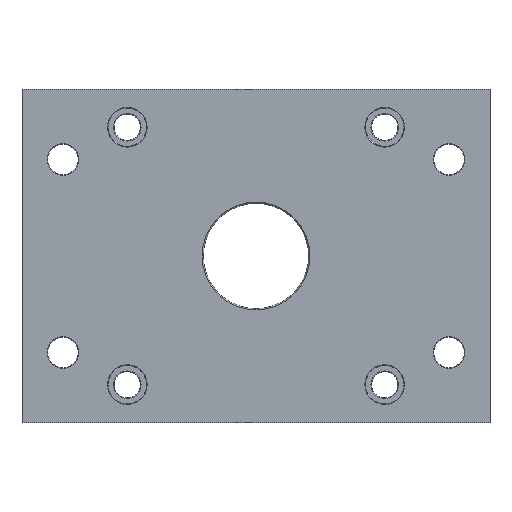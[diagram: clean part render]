
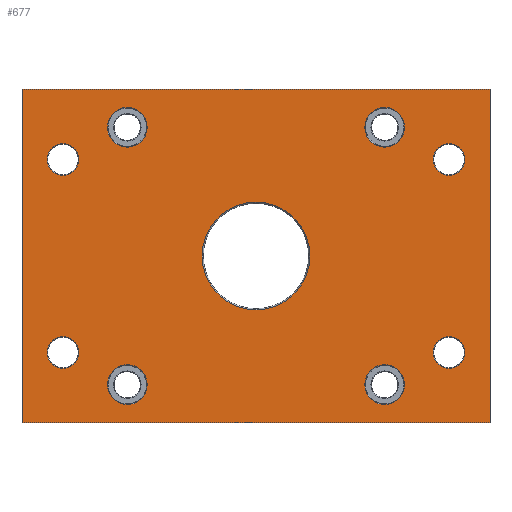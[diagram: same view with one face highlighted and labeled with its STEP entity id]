
A CAD part, top view. The second image highlights one B-rep face of the part: STEP entity #677.
In plain terms, the highlighted planar face has unit normal (0, 0, 1).
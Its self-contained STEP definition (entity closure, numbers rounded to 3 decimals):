
#535=CARTESIAN_POINT('',(178.5,-82.5,12.5));
#536=VERTEX_POINT('',#535);
#537=CARTESIAN_POINT('',(165.0,-82.5,12.5));
#538=DIRECTION('',(0.0,0.0,1.0));
#539=DIRECTION('',(-1.0,0.0,0.0));
#540=AXIS2_PLACEMENT_3D('',#537,#538,#539);
#541=CIRCLE('',#540,13.5);
#542=EDGE_CURVE('',#536,#536,#541,.T.);
#547=CARTESIAN_POINT('',(0.0,0.0,12.5));
#548=DIRECTION('',(0.0,0.0,1.0));
#549=DIRECTION('',(1.0,0.0,0.0));
#550=AXIS2_PLACEMENT_3D('',#547,#548,#549);
#551=PLANE('',#550);
#552=CARTESIAN_POINT('',(200.0,142.5,12.5));
#553=VERTEX_POINT('',#552);
#554=CARTESIAN_POINT('',(200.0,-142.5,12.5));
#555=VERTEX_POINT('',#554);
#556=CARTESIAN_POINT('',(200.0,142.5,12.5));
#557=DIRECTION('',(0.0,-1.0,0.0));
#558=VECTOR('',#557,285.0);
#559=LINE('',#556,#558);
#560=EDGE_CURVE('',#553,#555,#559,.T.);
#561=ORIENTED_EDGE('',*,*,#560,.F.);
#562=CARTESIAN_POINT('',(-200.0,142.5,12.5));
#563=VERTEX_POINT('',#562);
#564=CARTESIAN_POINT('',(-200.0,142.5,12.5));
#565=DIRECTION('',(1.0,0.0,0.0));
#566=VECTOR('',#565,400.0);
#567=LINE('',#564,#566);
#568=EDGE_CURVE('',#563,#553,#567,.T.);
#569=ORIENTED_EDGE('',*,*,#568,.F.);
#570=CARTESIAN_POINT('',(-200.0,-142.5,12.5));
#571=VERTEX_POINT('',#570);
#572=CARTESIAN_POINT('',(-200.0,-142.5,12.5));
#573=DIRECTION('',(0.0,1.0,0.0));
#574=VECTOR('',#573,285.0);
#575=LINE('',#572,#574);
#576=EDGE_CURVE('',#571,#563,#575,.T.);
#577=ORIENTED_EDGE('',*,*,#576,.F.);
#578=CARTESIAN_POINT('',(200.0,-142.5,12.5));
#579=DIRECTION('',(-1.0,0.0,0.0));
#580=VECTOR('',#579,400.0);
#581=LINE('',#578,#580);
#582=EDGE_CURVE('',#555,#571,#581,.T.);
#583=ORIENTED_EDGE('',*,*,#582,.F.);
#584=EDGE_LOOP('',(#561,#569,#577,#583));
#585=FACE_OUTER_BOUND('',#584,.T.);
#586=CARTESIAN_POINT('',(127.,-110.0,12.5));
#587=VERTEX_POINT('',#586);
#588=CARTESIAN_POINT('',(110.0,-110.0,12.5));
#589=DIRECTION('',(0.0,0.0,1.0));
#590=DIRECTION('',(-1.0,0.0,0.0));
#591=AXIS2_PLACEMENT_3D('',#588,#589,#590);
#592=CIRCLE('',#591,17.);
#593=EDGE_CURVE('',#587,#587,#592,.T.);
#594=ORIENTED_EDGE('',*,*,#593,.F.);
#595=EDGE_LOOP('',(#594));
#596=FACE_BOUND('',#595,.T.);
#597=CARTESIAN_POINT('',(-151.5,-82.5,12.5));
#598=VERTEX_POINT('',#597);
#599=CARTESIAN_POINT('',(-165.0,-82.5,12.5));
#600=DIRECTION('',(0.0,0.0,1.0));
#601=DIRECTION('',(-1.0,0.0,0.0));
#602=AXIS2_PLACEMENT_3D('',#599,#600,#601);
#603=CIRCLE('',#602,13.5);
#604=EDGE_CURVE('',#598,#598,#603,.T.);
#605=ORIENTED_EDGE('',*,*,#604,.F.);
#606=EDGE_LOOP('',(#605));
#607=FACE_BOUND('',#606,.T.);
#608=CARTESIAN_POINT('',(127.,110.0,12.5));
#609=VERTEX_POINT('',#608);
#610=CARTESIAN_POINT('',(110.0,110.0,12.5));
#611=DIRECTION('',(0.0,0.0,1.0));
#612=DIRECTION('',(-1.0,0.0,0.0));
#613=AXIS2_PLACEMENT_3D('',#610,#611,#612);
#614=CIRCLE('',#613,17.);
#615=EDGE_CURVE('',#609,#609,#614,.T.);
#616=ORIENTED_EDGE('',*,*,#615,.F.);
#617=EDGE_LOOP('',(#616));
#618=FACE_BOUND('',#617,.T.);
#619=CARTESIAN_POINT('',(-151.5,82.5,12.5));
#620=VERTEX_POINT('',#619);
#621=CARTESIAN_POINT('',(-165.0,82.5,12.5));
#622=DIRECTION('',(0.0,0.0,1.0));
#623=DIRECTION('',(-1.0,0.0,0.0));
#624=AXIS2_PLACEMENT_3D('',#621,#622,#623);
#625=CIRCLE('',#624,13.5);
#626=EDGE_CURVE('',#620,#620,#625,.T.);
#627=ORIENTED_EDGE('',*,*,#626,.F.);
#628=EDGE_LOOP('',(#627));
#629=FACE_BOUND('',#628,.T.);
#630=CARTESIAN_POINT('',(46.0,0.,12.5));
#631=VERTEX_POINT('',#630);
#632=CARTESIAN_POINT('',(0.0,0.0,12.5));
#633=DIRECTION('',(0.0,0.0,1.0));
#634=DIRECTION('',(-1.0,0.0,0.0));
#635=AXIS2_PLACEMENT_3D('',#632,#633,#634);
#636=CIRCLE('',#635,46.0);
#637=EDGE_CURVE('',#631,#631,#636,.T.);
#638=ORIENTED_EDGE('',*,*,#637,.F.);
#639=EDGE_LOOP('',(#638));
#640=FACE_BOUND('',#639,.T.);
#641=CARTESIAN_POINT('',(-93.,110.0,12.5));
#642=VERTEX_POINT('',#641);
#643=CARTESIAN_POINT('',(-110.0,110.0,12.5));
#644=DIRECTION('',(0.0,0.0,1.0));
#645=DIRECTION('',(-1.0,0.0,0.0));
#646=AXIS2_PLACEMENT_3D('',#643,#644,#645);
#647=CIRCLE('',#646,17.);
#648=EDGE_CURVE('',#642,#642,#647,.T.);
#649=ORIENTED_EDGE('',*,*,#648,.F.);
#650=EDGE_LOOP('',(#649));
#651=FACE_BOUND('',#650,.T.);
#652=CARTESIAN_POINT('',(178.5,82.5,12.5));
#653=VERTEX_POINT('',#652);
#654=CARTESIAN_POINT('',(165.0,82.5,12.5));
#655=DIRECTION('',(0.0,0.0,1.0));
#656=DIRECTION('',(-1.0,0.0,0.0));
#657=AXIS2_PLACEMENT_3D('',#654,#655,#656);
#658=CIRCLE('',#657,13.5);
#659=EDGE_CURVE('',#653,#653,#658,.T.);
#660=ORIENTED_EDGE('',*,*,#659,.F.);
#661=EDGE_LOOP('',(#660));
#662=FACE_BOUND('',#661,.T.);
#663=CARTESIAN_POINT('',(-93.,-110.0,12.5));
#664=VERTEX_POINT('',#663);
#665=CARTESIAN_POINT('',(-110.0,-110.0,12.5));
#666=DIRECTION('',(0.0,0.0,1.0));
#667=DIRECTION('',(-1.0,0.0,0.0));
#668=AXIS2_PLACEMENT_3D('',#665,#666,#667);
#669=CIRCLE('',#668,17.);
#670=EDGE_CURVE('',#664,#664,#669,.T.);
#671=ORIENTED_EDGE('',*,*,#670,.F.);
#672=EDGE_LOOP('',(#671));
#673=FACE_BOUND('',#672,.T.);
#674=ORIENTED_EDGE('',*,*,#542,.F.);
#675=EDGE_LOOP('',(#674));
#676=FACE_BOUND('',#675,.T.);
#677=ADVANCED_FACE('',(#585,#596,#607,#618,#629,#640,#651,#662,#673,#676),#551,.T.);
